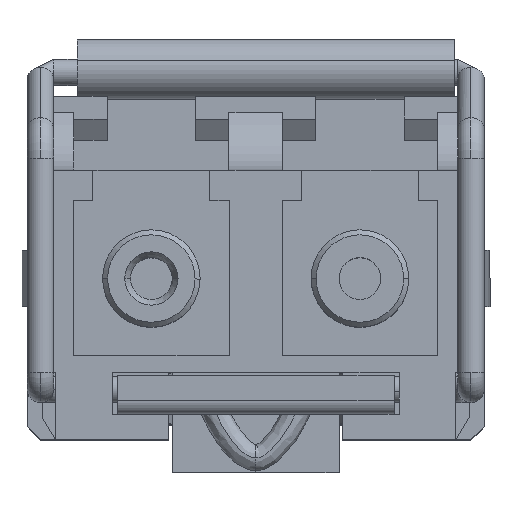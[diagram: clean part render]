
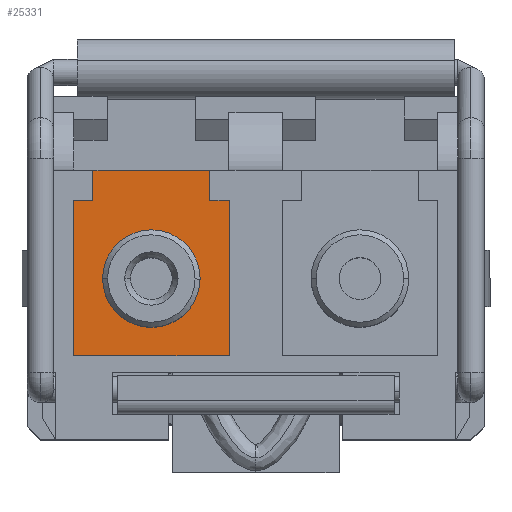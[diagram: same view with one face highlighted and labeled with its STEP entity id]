
A CAD part, top view. The second image highlights one B-rep face of the part: STEP entity #25331.
In plain terms, the highlighted planar face has unit normal (0, 0, 1).
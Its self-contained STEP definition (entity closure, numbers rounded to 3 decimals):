
#363 = CARTESIAN_POINT ( 'NONE',  ( -5.46, 6.685, -4.8 ) ) ;
#880 = CARTESIAN_POINT ( 'NONE',  ( -4.875, 6.685, -4.8 ) ) ;
#1956 = ORIENTED_EDGE ( 'NONE', *, *, #3429, .T. ) ;
#2260 = EDGE_CURVE ( 'NONE', #12762, #19512, #22798, .T. ) ;
#2269 = CARTESIAN_POINT ( 'NONE',  ( -4.875, 7.585, -4.8 ) ) ;
#2664 = EDGE_CURVE ( 'NONE', #13074, #10827, #23074, .T. ) ;
#3169 = EDGE_CURVE ( 'NONE', #14697, #19622, #3208, .T. ) ;
#3208 = LINE ( 'NONE', #22585, #14863 ) ;
#3296 = ORIENTED_EDGE ( 'NONE', *, *, #20514, .F. ) ;
#3429 = EDGE_CURVE ( 'NONE', #21025, #11444, #14549, .T. ) ;
#3537 = DIRECTION ( 'NONE',  ( 0., 1., 0. ) ) ;
#3746 = DIRECTION ( 'NONE',  ( 1., -0.01, 0. ) ) ;
#3923 = CARTESIAN_POINT ( 'NONE',  ( -5.46, 2.015, -4.8 ) ) ;
#4350 = DIRECTION ( 'NONE',  ( 1., 0., 0. ) ) ;
#4459 = DIRECTION ( 'NONE',  ( 0., -1., 0. ) ) ;
#4538 = DIRECTION ( 'NONE',  ( 1., 0., 0. ) ) ;
#4813 = VECTOR ( 'NONE', #17708, 1000. ) ;
#5255 = CIRCLE ( 'NONE', #16197, 1.46 ) ;
#5622 = LINE ( 'NONE', #12201, #10458 ) ;
#6034 = VERTEX_POINT ( 'NONE', #26897 ) ;
#6142 = CARTESIAN_POINT ( 'NONE',  ( -1.665, 4.335, -4.8 ) ) ;
#7321 = DIRECTION ( 'NONE',  ( 0., 0., 1. ) ) ;
#7655 = EDGE_CURVE ( 'NONE', #19512, #6034, #21567, .T. ) ;
#10065 = ORIENTED_EDGE ( 'NONE', *, *, #21724, .T. ) ;
#10458 = VECTOR ( 'NONE', #24857, 1000. ) ;
#10760 = CARTESIAN_POINT ( 'NONE',  ( -4.875, 7.585, -4.8 ) ) ;
#10827 = VERTEX_POINT ( 'NONE', #6142 ) ;
#11351 = EDGE_CURVE ( 'NONE', #10827, #13074, #5255, .T. ) ;
#11410 = CARTESIAN_POINT ( 'NONE',  ( -3.125, 2.015, -4.8 ) ) ;
#11435 = DIRECTION ( 'NONE',  ( -1., 0.01, 0. ) ) ;
#11444 = VERTEX_POINT ( 'NONE', #3923 ) ;
#11743 = CARTESIAN_POINT ( 'NONE',  ( -4.875, 6.685, -4.8 ) ) ;
#12201 = CARTESIAN_POINT ( 'NONE',  ( -1.375, 6.685, -4.8 ) ) ;
#12378 = ORIENTED_EDGE ( 'NONE', *, *, #3169, .T. ) ;
#12749 = VECTOR ( 'NONE', #22526, 1000. ) ;
#12762 = VERTEX_POINT ( 'NONE', #10760 ) ;
#13074 = VERTEX_POINT ( 'NONE', #26712 ) ;
#13432 = AXIS2_PLACEMENT_3D ( 'NONE', #17087, #19111, #17360 ) ;
#13802 = AXIS2_PLACEMENT_3D ( 'NONE', #21749, #7321, #11435 ) ;
#14290 = LINE ( 'NONE', #363, #20132 ) ;
#14549 = LINE ( 'NONE', #25386, #20422 ) ;
#14697 = VERTEX_POINT ( 'NONE', #26386 ) ;
#14863 = VECTOR ( 'NONE', #3537, 1000. ) ;
#15721 = VERTEX_POINT ( 'NONE', #11743 ) ;
#16055 = CARTESIAN_POINT ( 'NONE',  ( -1.375, 8.3, -4.8 ) ) ;
#16197 = AXIS2_PLACEMENT_3D ( 'NONE', #16229, #24696, #3746 ) ;
#16229 = CARTESIAN_POINT ( 'NONE',  ( -3.125, 4.35, -4.8 ) ) ;
#16552 = CARTESIAN_POINT ( 'NONE',  ( -0.79, 6.685, -4.8 ) ) ;
#17087 = CARTESIAN_POINT ( 'NONE',  ( -3.125, 4.35, -4.8 ) ) ;
#17117 = FACE_OUTER_BOUND ( 'NONE', #20245, .T. ) ;
#17263 = VECTOR ( 'NONE', #4350, 1000. ) ;
#17360 = DIRECTION ( 'NONE',  ( 1., -0.01, 0. ) ) ;
#17708 = DIRECTION ( 'NONE',  ( 0., 1., 0. ) ) ;
#19111 = DIRECTION ( 'NONE',  ( 0., 0., -1. ) ) ;
#19512 = VERTEX_POINT ( 'NONE', #24380 ) ;
#19622 = VERTEX_POINT ( 'NONE', #16552 ) ;
#19640 = DIRECTION ( 'NONE',  ( 1., 0., 0. ) ) ;
#20132 = VECTOR ( 'NONE', #4538, 1000. ) ;
#20245 = EDGE_LOOP ( 'NONE', ( #12378, #3296, #21659, #26342, #23951, #21344, #1956, #10065 ) ) ;
#20269 = ORIENTED_EDGE ( 'NONE', *, *, #11351, .T. ) ;
#20422 = VECTOR ( 'NONE', #4459, 1000. ) ;
#20514 = EDGE_CURVE ( 'NONE', #6034, #19622, #5622, .T. ) ;
#21025 = VERTEX_POINT ( 'NONE', #23039 ) ;
#21076 = EDGE_CURVE ( 'NONE', #21025, #15721, #14290, .T. ) ;
#21344 = ORIENTED_EDGE ( 'NONE', *, *, #21076, .F. ) ;
#21567 = LINE ( 'NONE', #16055, #12749 ) ;
#21659 = ORIENTED_EDGE ( 'NONE', *, *, #7655, .F. ) ;
#21724 = EDGE_CURVE ( 'NONE', #11444, #14697, #23984, .T. ) ;
#21749 = CARTESIAN_POINT ( 'NONE',  ( -3.125, 4.35, -4.8 ) ) ;
#21832 = PLANE ( 'NONE',  #13802 ) ;
#22526 = DIRECTION ( 'NONE',  ( 0., -1., 0. ) ) ;
#22585 = CARTESIAN_POINT ( 'NONE',  ( -0.79, 4.35, -4.8 ) ) ;
#22646 = FACE_BOUND ( 'NONE', #26012, .T. ) ;
#22798 = LINE ( 'NONE', #2269, #17263 ) ;
#23039 = CARTESIAN_POINT ( 'NONE',  ( -5.46, 6.685, -4.8 ) ) ;
#23074 = CIRCLE ( 'NONE', #13432, 1.46 ) ;
#23951 = ORIENTED_EDGE ( 'NONE', *, *, #25324, .F. ) ;
#23984 = LINE ( 'NONE', #11410, #25590 ) ;
#24380 = CARTESIAN_POINT ( 'NONE',  ( -1.375, 7.585, -4.8 ) ) ;
#24696 = DIRECTION ( 'NONE',  ( 0., 0., -1. ) ) ;
#24857 = DIRECTION ( 'NONE',  ( 1., 0., 0. ) ) ;
#25324 = EDGE_CURVE ( 'NONE', #15721, #12762, #26531, .T. ) ;
#25331 = ADVANCED_FACE ( 'NONE', ( #22646, #17117 ), #21832, .T. ) ;
#25386 = CARTESIAN_POINT ( 'NONE',  ( -5.46, 4.35, -4.8 ) ) ;
#25590 = VECTOR ( 'NONE', #19640, 1000. ) ;
#26012 = EDGE_LOOP ( 'NONE', ( #20269, #26741 ) ) ;
#26342 = ORIENTED_EDGE ( 'NONE', *, *, #2260, .F. ) ;
#26386 = CARTESIAN_POINT ( 'NONE',  ( -0.79, 2.015, -4.8 ) ) ;
#26531 = LINE ( 'NONE', #880, #4813 ) ;
#26712 = CARTESIAN_POINT ( 'NONE',  ( -4.585, 4.365, -4.8 ) ) ;
#26741 = ORIENTED_EDGE ( 'NONE', *, *, #2664, .T. ) ;
#26897 = CARTESIAN_POINT ( 'NONE',  ( -1.375, 6.685, -4.8 ) ) ;
